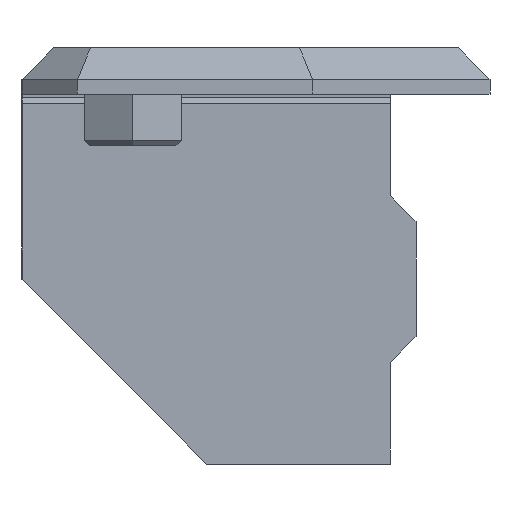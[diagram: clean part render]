
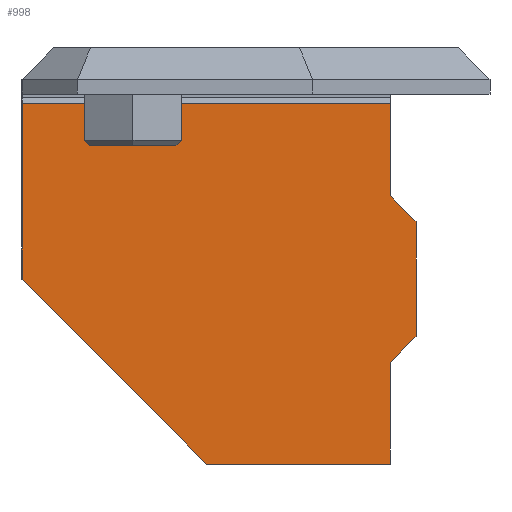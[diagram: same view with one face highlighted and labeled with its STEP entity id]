
A CAD part, front view. The second image highlights one B-rep face of the part: STEP entity #998.
In plain terms, the highlighted planar face has unit normal (0, -1, 0).
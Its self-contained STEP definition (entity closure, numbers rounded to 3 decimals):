
#65=FACE_OUTER_BOUND('',#123,.T.);
#123=EDGE_LOOP('',(#822,#823,#824,#825,#826,#827,#828,#829,#830));
#155=LINE('',#1377,#287);
#159=LINE('',#1384,#291);
#175=LINE('',#1417,#307);
#251=LINE('',#1569,#383);
#252=LINE('',#1572,#384);
#254=LINE('',#1576,#386);
#255=LINE('',#1578,#387);
#256=LINE('',#1580,#388);
#257=LINE('',#1581,#389);
#287=VECTOR('',#1114,10.);
#291=VECTOR('',#1120,10.);
#307=VECTOR('',#1144,10.);
#383=VECTOR('',#1278,10.);
#384=VECTOR('',#1281,10.);
#386=VECTOR('',#1285,10.);
#387=VECTOR('',#1286,10.);
#388=VECTOR('',#1287,10.);
#389=VECTOR('',#1288,10.);
#416=VERTEX_POINT('',#1374);
#417=VERTEX_POINT('',#1376);
#419=VERTEX_POINT('',#1382);
#432=VERTEX_POINT('',#1416);
#479=VERTEX_POINT('',#1567);
#480=VERTEX_POINT('',#1571);
#481=VERTEX_POINT('',#1575);
#482=VERTEX_POINT('',#1577);
#483=VERTEX_POINT('',#1579);
#505=EDGE_CURVE('',#416,#417,#155,.T.);
#509=EDGE_CURVE('',#419,#416,#159,.T.);
#525=EDGE_CURVE('',#432,#417,#175,.T.);
#603=EDGE_CURVE('',#479,#432,#251,.T.);
#604=EDGE_CURVE('',#479,#480,#252,.T.);
#606=EDGE_CURVE('',#481,#419,#254,.T.);
#607=EDGE_CURVE('',#482,#481,#255,.T.);
#608=EDGE_CURVE('',#483,#482,#256,.T.);
#609=EDGE_CURVE('',#480,#483,#257,.T.);
#822=ORIENTED_EDGE('',*,*,#505,.F.);
#823=ORIENTED_EDGE('',*,*,#509,.F.);
#824=ORIENTED_EDGE('',*,*,#606,.F.);
#825=ORIENTED_EDGE('',*,*,#607,.F.);
#826=ORIENTED_EDGE('',*,*,#608,.F.);
#827=ORIENTED_EDGE('',*,*,#609,.F.);
#828=ORIENTED_EDGE('',*,*,#604,.F.);
#829=ORIENTED_EDGE('',*,*,#603,.T.);
#830=ORIENTED_EDGE('',*,*,#525,.T.);
#945=PLANE('',#1070);
#998=ADVANCED_FACE('',(#65),#945,.T.);
#1070=AXIS2_PLACEMENT_3D('',#1574,#1283,#1284);
#1114=DIRECTION('',(-0.707,0.,0.707));
#1120=DIRECTION('',(-1.,0.,0.));
#1144=DIRECTION('',(0.,0.,-1.));
#1278=DIRECTION('',(-1.,0.,0.));
#1281=DIRECTION('',(0.,0.,-1.));
#1283=DIRECTION('center_axis',(0.,-1.,0.));
#1284=DIRECTION('ref_axis',(-1.,0.,0.));
#1285=DIRECTION('',(0.,0.,-1.));
#1286=DIRECTION('',(-0.707,0.,-0.707));
#1287=DIRECTION('',(0.,0.,-1.));
#1288=DIRECTION('',(0.707,0.,-0.707));
#1374=CARTESIAN_POINT('',(10.,14.55,-20.));
#1376=CARTESIAN_POINT('',(0.,14.55,-10.));
#1377=CARTESIAN_POINT('',(4.975,14.55,-14.975));
#1382=CARTESIAN_POINT('',(19.9,14.55,-20.));
#1384=CARTESIAN_POINT('',(0.,14.55,-20.));
#1416=CARTESIAN_POINT('',(0.,14.55,-0.5));
#1417=CARTESIAN_POINT('',(0.,14.55,0.));
#1567=CARTESIAN_POINT('',(19.9,14.55,-0.5));
#1569=CARTESIAN_POINT('',(9.95,14.55,-0.5));
#1571=CARTESIAN_POINT('',(19.9,14.55,-5.5));
#1572=CARTESIAN_POINT('',(19.9,14.55,0.));
#1574=CARTESIAN_POINT('Origin',(19.9,14.55,0.));
#1575=CARTESIAN_POINT('',(19.9,14.55,-14.5));
#1576=CARTESIAN_POINT('',(19.9,14.55,0.));
#1577=CARTESIAN_POINT('',(21.3,14.55,-13.1));
#1578=CARTESIAN_POINT('',(21.2,14.55,-13.2));
#1579=CARTESIAN_POINT('',(21.3,14.55,-6.9));
#1580=CARTESIAN_POINT('',(21.3,14.55,-11.55));
#1581=CARTESIAN_POINT('',(21.9,14.55,-7.5));
